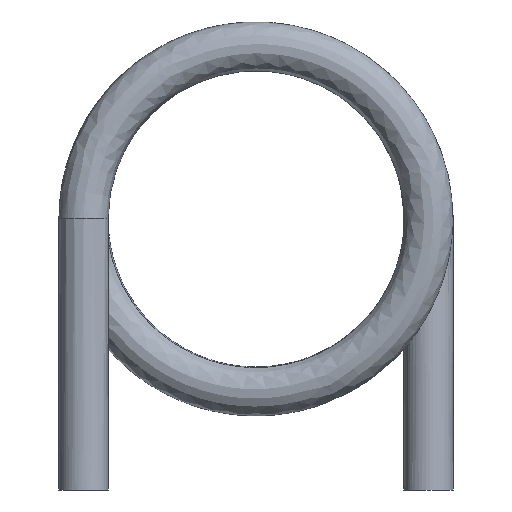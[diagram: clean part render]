
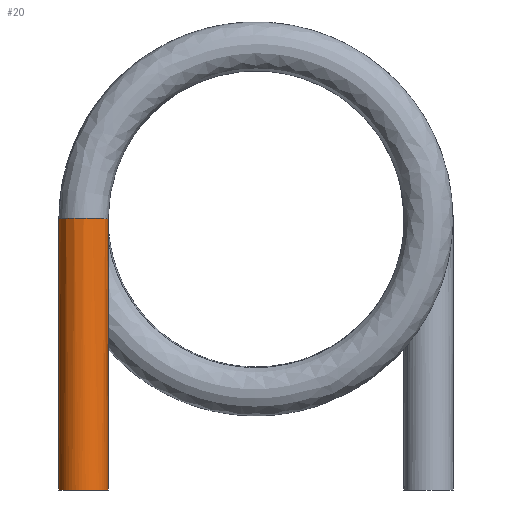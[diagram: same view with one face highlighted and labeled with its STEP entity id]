
A CAD part, front view. The second image highlights one B-rep face of the part: STEP entity #20.
In plain terms, the highlighted free-form (B-spline) face has degree [3, 2] with [7, 9] control points.
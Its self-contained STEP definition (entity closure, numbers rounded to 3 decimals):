
#20=ADVANCED_FACE('',(#28),#133,.T.);
#28=FACE_OUTER_BOUND('',#36,.T.);
#36=EDGE_LOOP('',(#61,#62,#63,#64,#65));
#61=ORIENTED_EDGE('',*,*,#92,.T.);
#62=ORIENTED_EDGE('',*,*,#77,.T.);
#63=ORIENTED_EDGE('',*,*,#78,.T.);
#64=ORIENTED_EDGE('',*,*,#84,.T.);
#65=ORIENTED_EDGE('',*,*,#91,.F.);
#77=EDGE_CURVE('',#115,#116,#104,.T.);
#78=EDGE_CURVE('',#116,#117,#96,.T.);
#84=EDGE_CURVE('',#117,#118,#100,.T.);
#91=EDGE_CURVE('',#126,#118,#110,.T.);
#92=EDGE_CURVE('',#126,#115,#111,.T.);
#96=B_SPLINE_CURVE_WITH_KNOTS('',3,(#1193,#1194,#1195,#1196,#1197,#1198,
#1199,#1200,#1201,#1202,#1203,#1204,#1205),.UNSPECIFIED.,.F.,.F.,(4,1,1,
1,1,1,1,1,1,1,4),(0.,0.124,0.189,0.256,
0.324,0.393,0.461,0.529,0.596,
0.661,0.785),.UNSPECIFIED.);
#100=B_SPLINE_CURVE_WITH_KNOTS('',3,(#1350,#1351,#1352,#1353,#1354,#1355,
#1356,#1357,#1358,#1359,#1360,#1361,#1362),.UNSPECIFIED.,.F.,.F.,(4,1,1,
1,1,1,1,1,1,1,4),(-2.355,-2.231,-2.166,
-2.099,-2.031,-1.963,-1.894,
-1.826,-1.759,-1.694,-1.57),
 .UNSPECIFIED.);
#104=(
BOUNDED_CURVE()
B_SPLINE_CURVE(3,(#1189,#1190,#1191,#1192),.UNSPECIFIED.,.F.,.F.)
B_SPLINE_CURVE_WITH_KNOTS((4,4),(0.,5.5),.UNSPECIFIED.)
CURVE()
GEOMETRIC_REPRESENTATION_ITEM()
RATIONAL_B_SPLINE_CURVE((1.,1.,1.,1.))
REPRESENTATION_ITEM('')
);
#110=(
BOUNDED_CURVE()
B_SPLINE_CURVE(3,(#1414,#1415,#1416,#1417),.UNSPECIFIED.,.F.,.F.)
B_SPLINE_CURVE_WITH_KNOTS((4,4),(0.,5.5),.UNSPECIFIED.)
CURVE()
GEOMETRIC_REPRESENTATION_ITEM()
RATIONAL_B_SPLINE_CURVE((1.,1.,1.,1.))
REPRESENTATION_ITEM('')
);
#111=(
BOUNDED_CURVE()
B_SPLINE_CURVE(2,(#1418,#1419,#1420,#1421,#1422),.UNSPECIFIED.,.F.,.F.)
B_SPLINE_CURVE_WITH_KNOTS((3,2,3),(-1.571,-0.785,0.),
 .UNSPECIFIED.)
CURVE()
GEOMETRIC_REPRESENTATION_ITEM()
RATIONAL_B_SPLINE_CURVE((1.,0.707,1.,0.707,1.))
REPRESENTATION_ITEM('')
);
#115=VERTEX_POINT('',#1176);
#116=VERTEX_POINT('',#1177);
#117=VERTEX_POINT('',#1178);
#118=VERTEX_POINT('',#1179);
#126=VERTEX_POINT('',#1187);
#133=(
BOUNDED_SURFACE()
B_SPLINE_SURFACE(3,2,((#672,#673,#674,#675,#676,#677,#678,#679,#680),(#681,
#682,#683,#684,#685,#686,#687,#688,#689),(#690,#691,#692,#693,#694,#695,
#696,#697,#698),(#699,#700,#701,#702,#703,#704,#705,#706,#707),(#708,#709,
#710,#711,#712,#713,#714,#715,#716),(#717,#718,#719,#720,#721,#722,#723,
#724,#725),(#726,#727,#728,#729,#730,#731,#732,#733,#734)),.UNSPECIFIED.,
 .F.,.F.,.F.)
B_SPLINE_SURFACE_WITH_KNOTS((4,3,4),(3,2,2,2,3),(0.,5.5,7.105),
(0.,0.785,1.571,2.356,3.142),
 .UNSPECIFIED.)
GEOMETRIC_REPRESENTATION_ITEM()
RATIONAL_B_SPLINE_SURFACE(((1.,0.707,1.,0.707,1.,
0.707,1.,0.707,1.),(1.,0.707,
1.,0.707,1.,0.707,
1.,0.707,1.),(1.,0.707,
1.,0.707,1.,0.707,1.,0.707,1.),(1.,0.707,
1.,0.707,1.,0.707,1.,0.707,1.),(1.,0.707,
1.,0.707,1.,0.707,1.,0.707,1.),(1.,0.707,
1.,0.707,1.,0.707,1.,0.707,1.),(1.,
0.707,1.,0.707,1.,
0.707,1.,0.707,1.)))
REPRESENTATION_ITEM('')
SURFACE()
);
#672=CARTESIAN_POINT('',(-3.,0.,-1.5));
#673=CARTESIAN_POINT('',(-3.,-0.5,-1.5));
#674=CARTESIAN_POINT('',(-3.5,-0.5,-1.5));
#675=CARTESIAN_POINT('',(-4.,-0.5,-1.5));
#676=CARTESIAN_POINT('',(-4.,0.,-1.5));
#677=CARTESIAN_POINT('',(-4.,0.5,-1.5));
#678=CARTESIAN_POINT('',(-3.5,0.5,-1.5));
#679=CARTESIAN_POINT('',(-3.,0.5,-1.5));
#680=CARTESIAN_POINT('',(-3.,0.,-1.5));
#681=CARTESIAN_POINT('',(-3.,0.,0.333));
#682=CARTESIAN_POINT('',(-3.,-0.5,0.333));
#683=CARTESIAN_POINT('',(-3.5,-0.5,0.333));
#684=CARTESIAN_POINT('',(-4.,-0.5,0.333));
#685=CARTESIAN_POINT('',(-4.,0.,0.333));
#686=CARTESIAN_POINT('',(-4.,0.5,0.333));
#687=CARTESIAN_POINT('',(-3.5,0.5,0.333));
#688=CARTESIAN_POINT('',(-3.,0.5,0.333));
#689=CARTESIAN_POINT('',(-3.,0.,0.333));
#690=CARTESIAN_POINT('',(-3.,0.,2.167));
#691=CARTESIAN_POINT('',(-3.,-0.5,2.167));
#692=CARTESIAN_POINT('',(-3.5,-0.5,2.167));
#693=CARTESIAN_POINT('',(-4.,-0.5,2.167));
#694=CARTESIAN_POINT('',(-4.,0.,2.167));
#695=CARTESIAN_POINT('',(-4.,0.5,2.167));
#696=CARTESIAN_POINT('',(-3.5,0.5,2.167));
#697=CARTESIAN_POINT('',(-3.,0.5,2.167));
#698=CARTESIAN_POINT('',(-3.,0.,2.167));
#699=CARTESIAN_POINT('',(-3.,0.,4.));
#700=CARTESIAN_POINT('',(-3.,-0.5,4.));
#701=CARTESIAN_POINT('',(-3.5,-0.5,4.));
#702=CARTESIAN_POINT('',(-4.,-0.5,4.));
#703=CARTESIAN_POINT('',(-4.,0.,4.));
#704=CARTESIAN_POINT('',(-4.,0.5,4.));
#705=CARTESIAN_POINT('',(-3.5,0.5,4.));
#706=CARTESIAN_POINT('',(-3.,0.5,4.));
#707=CARTESIAN_POINT('',(-3.,0.,4.));
#708=CARTESIAN_POINT('',(-3.,0.,4.535));
#709=CARTESIAN_POINT('',(-3.,-0.5,4.535));
#710=CARTESIAN_POINT('',(-3.5,-0.5,4.535));
#711=CARTESIAN_POINT('',(-4.,-0.5,4.535));
#712=CARTESIAN_POINT('',(-4.,0.,4.535));
#713=CARTESIAN_POINT('',(-4.,0.5,4.535));
#714=CARTESIAN_POINT('',(-3.5,0.5,4.535));
#715=CARTESIAN_POINT('',(-3.,0.5,4.535));
#716=CARTESIAN_POINT('',(-3.,0.,4.535));
#717=CARTESIAN_POINT('',(-3.,0.,5.07));
#718=CARTESIAN_POINT('',(-3.,-0.5,5.07));
#719=CARTESIAN_POINT('',(-3.5,-0.5,5.07));
#720=CARTESIAN_POINT('',(-4.,-0.5,5.07));
#721=CARTESIAN_POINT('',(-4.,0.,5.07));
#722=CARTESIAN_POINT('',(-4.,0.5,5.07));
#723=CARTESIAN_POINT('',(-3.5,0.5,5.07));
#724=CARTESIAN_POINT('',(-3.,0.5,5.07));
#725=CARTESIAN_POINT('',(-3.,0.,5.07));
#726=CARTESIAN_POINT('',(-3.,0.,5.605));
#727=CARTESIAN_POINT('',(-3.,-0.5,5.605));
#728=CARTESIAN_POINT('',(-3.5,-0.5,5.605));
#729=CARTESIAN_POINT('',(-4.,-0.5,5.605));
#730=CARTESIAN_POINT('',(-4.,0.,5.605));
#731=CARTESIAN_POINT('',(-4.,0.5,5.605));
#732=CARTESIAN_POINT('',(-3.5,0.5,5.605));
#733=CARTESIAN_POINT('',(-3.,0.5,5.605));
#734=CARTESIAN_POINT('',(-3.,0.,5.605));
#1176=CARTESIAN_POINT('',(-3.,0.,-1.5));
#1177=CARTESIAN_POINT('',(-3.,0.,4.));
#1178=CARTESIAN_POINT('',(-3.5,-0.5,4.015));
#1179=CARTESIAN_POINT('',(-4.,0.,4.));
#1187=CARTESIAN_POINT('',(-4.,0.,-1.5));
#1189=CARTESIAN_POINT('',(-3.,0.,-1.5));
#1190=CARTESIAN_POINT('',(-3.,0.,0.333));
#1191=CARTESIAN_POINT('',(-3.,0.,2.167));
#1192=CARTESIAN_POINT('',(-3.,0.,4.));
#1193=CARTESIAN_POINT('',(-3.,0.,4.));
#1194=CARTESIAN_POINT('',(-3.,-0.041,4.001));
#1195=CARTESIAN_POINT('',(-3.008,-0.104,4.003));
#1196=CARTESIAN_POINT('',(-3.034,-0.186,4.006));
#1197=CARTESIAN_POINT('',(-3.063,-0.246,4.007));
#1198=CARTESIAN_POINT('',(-3.1,-0.303,4.009));
#1199=CARTESIAN_POINT('',(-3.145,-0.355,4.011));
#1200=CARTESIAN_POINT('',(-3.197,-0.4,4.012));
#1201=CARTESIAN_POINT('',(-3.254,-0.437,4.013));
#1202=CARTESIAN_POINT('',(-3.314,-0.466,4.014));
#1203=CARTESIAN_POINT('',(-3.396,-0.492,4.015));
#1204=CARTESIAN_POINT('',(-3.459,-0.5,4.015));
#1205=CARTESIAN_POINT('',(-3.5,-0.5,4.015));
#1350=CARTESIAN_POINT('',(-3.5,-0.5,4.015));
#1351=CARTESIAN_POINT('',(-3.541,-0.5,4.015));
#1352=CARTESIAN_POINT('',(-3.604,-0.492,4.015));
#1353=CARTESIAN_POINT('',(-3.686,-0.466,4.014));
#1354=CARTESIAN_POINT('',(-3.746,-0.437,4.013));
#1355=CARTESIAN_POINT('',(-3.803,-0.4,4.012));
#1356=CARTESIAN_POINT('',(-3.855,-0.355,4.011));
#1357=CARTESIAN_POINT('',(-3.9,-0.303,4.009));
#1358=CARTESIAN_POINT('',(-3.937,-0.246,4.007));
#1359=CARTESIAN_POINT('',(-3.966,-0.186,4.006));
#1360=CARTESIAN_POINT('',(-3.992,-0.104,4.003));
#1361=CARTESIAN_POINT('',(-4.,-0.041,4.001));
#1362=CARTESIAN_POINT('',(-4.,0.,4.));
#1414=CARTESIAN_POINT('',(-4.,0.,-1.5));
#1415=CARTESIAN_POINT('',(-4.,0.,0.333));
#1416=CARTESIAN_POINT('',(-4.,0.,2.167));
#1417=CARTESIAN_POINT('',(-4.,0.,4.));
#1418=CARTESIAN_POINT('',(-4.,0.,-1.5));
#1419=CARTESIAN_POINT('',(-4.,-0.5,-1.5));
#1420=CARTESIAN_POINT('',(-3.5,-0.5,-1.5));
#1421=CARTESIAN_POINT('',(-3.,-0.5,-1.5));
#1422=CARTESIAN_POINT('',(-3.,0.,-1.5));
